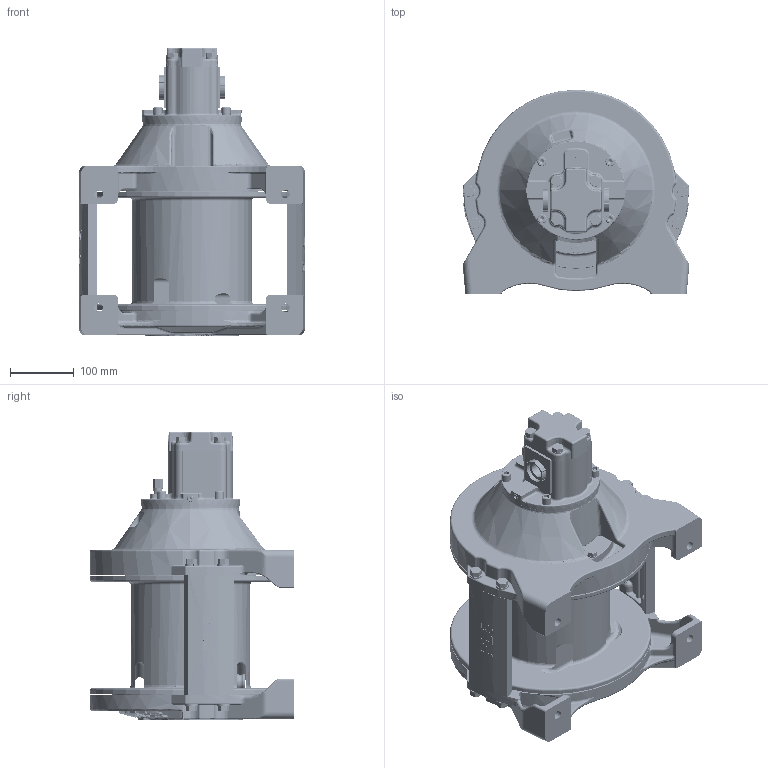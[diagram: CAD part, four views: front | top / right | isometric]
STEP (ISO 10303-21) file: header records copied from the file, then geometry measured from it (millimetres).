
FILE_DESCRIPTION((''),'2;1');
FILE_NAME('TWG-TEMP','2020-10-11T23:31:39',('Administrator'),(''),'CREO PARAMETRIC BY PTC INC, 2019030','CREO PARAMETRIC BY PTC INC, 2019030','');
FILE_SCHEMA(('AUTOMOTIVE_DESIGN { 1 0 10303 214 1 1 1 1 }'));
Length unit declared in the file: inch
Products named in the file (1): TWG-TEMP
Bounding box: 353.58 x 319.13 x 450.84 mm (x, y, z)
Volume: 5223.9 mm3; surface area: 1490633.9 mm2
Topology: 1 solids, 86 shells, 5736 faces, 16653 edges, 10717 vertices
Faces by surface type: plane 1707, cylinder 1479, extrusion 854, bspline 592, torus 523, cone 466, sphere 115
Full cylindrical faces by diameter (mm): 3.175 x1
Entity records: 313334 total; most frequent: CARTESIAN_POINT 129440, ORIENTED_EDGE 30450, DIRECTION 25748, EDGE_CURVE 16418, VERTEX_POINT 10717, AXIS2_PLACEMENT_3D 9021, VECTOR 7703, LINE 6849
